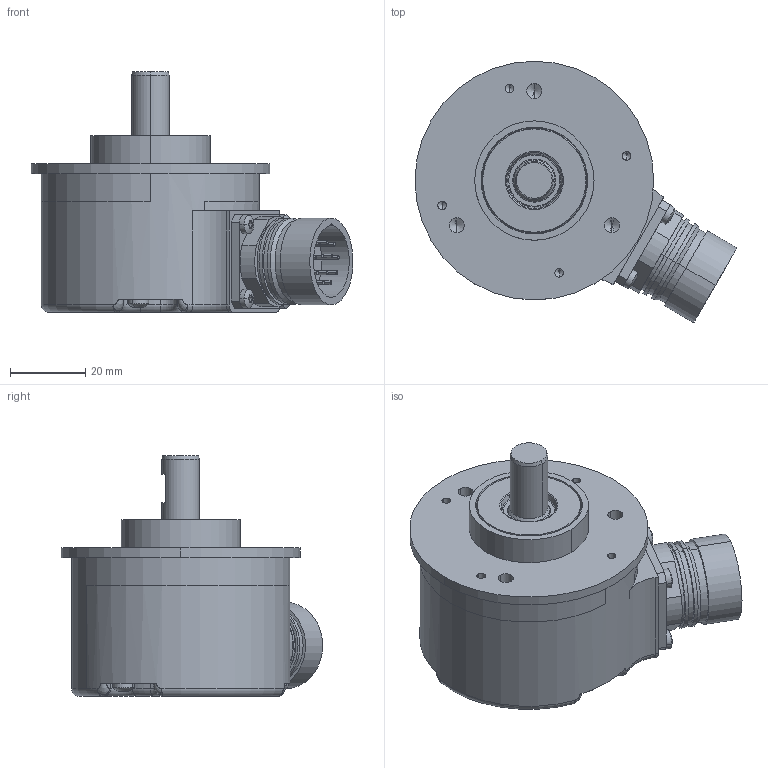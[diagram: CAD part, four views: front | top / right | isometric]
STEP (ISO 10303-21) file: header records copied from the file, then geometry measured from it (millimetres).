
FILE_DESCRIPTION((''),'2;1');
FILE_NAME('535347','2010-11-10T',('se2802'),(''),'PRO/ENGINEER BY PARAMETRIC TECHNOLOGY CORPORATION, 2010180','PRO/ENGINEER BY PARAMETRIC TECHNOLOGY CORPORATION, 2010180','');
FILE_SCHEMA(('CONFIG_CONTROL_DESIGN'));
Products named in the file (1): 535347
Bounding box: 85.65 x 69.51 x 64 mm (x, y, z)
Volume: 73299 mm3; surface area: 42647.9 mm2
Topology: 1 solids, 2 shells, 1521 faces, 4170 edges, 2700 vertices
Faces by surface type: cylinder 551, plane 479, extrusion 324, torus 75, cone 66, sphere 20, bspline 6
Entity records: 54352 total; most frequent: CARTESIAN_POINT 16118, ORIENTED_EDGE 8308, DIRECTION 7447, EDGE_CURVE 4154, AXIS2_PLACEMENT_3D 2726, VERTEX_POINT 2700, VECTOR 1995, LINE 1671
